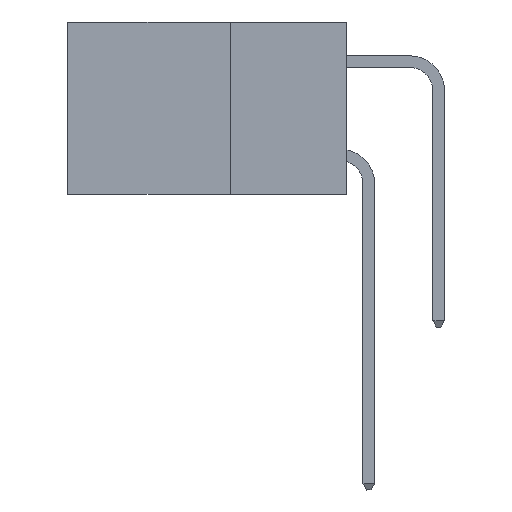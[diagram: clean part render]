
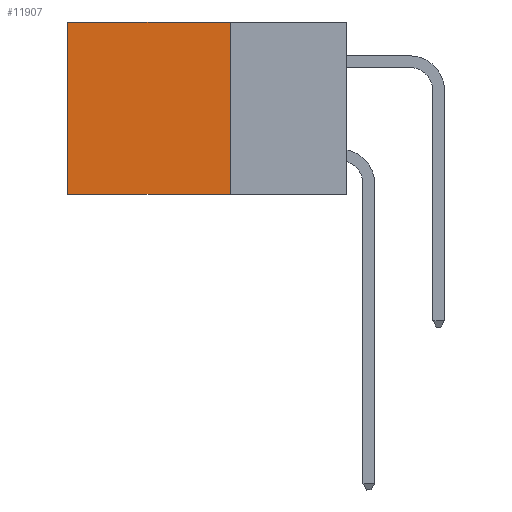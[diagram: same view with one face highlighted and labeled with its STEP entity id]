
A CAD part, left-side view. The second image highlights one B-rep face of the part: STEP entity #11907.
In plain terms, the highlighted planar face has unit normal (-1, 0, 0).
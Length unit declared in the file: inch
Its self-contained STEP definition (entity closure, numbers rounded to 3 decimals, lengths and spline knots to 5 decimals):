
#38 = CARTESIAN_POINT ( 'NONE',  ( 0.2875, 0.25, 0. ) ) ;
#119 = VECTOR ( 'NONE', #6206, 39.37008 ) ;
#1334 = DIRECTION ( 'NONE',  ( 0., 0., -1. ) ) ;
#1701 = CARTESIAN_POINT ( 'NONE',  ( 0.2875, 0.6, 0. ) ) ;
#1817 = ORIENTED_EDGE ( 'NONE', *, *, #8991, .F. ) ;
#1850 = EDGE_CURVE ( 'NONE', #7056, #14247, #14078, .T. ) ;
#1906 = CARTESIAN_POINT ( 'NONE',  ( 0.2875, 0.6, -0.37 ) ) ;
#2267 = FACE_OUTER_BOUND ( 'NONE', #13778, .T. ) ;
#2744 = PLANE ( 'NONE',  #15407 ) ;
#2756 = VECTOR ( 'NONE', #13713, 39.37008 ) ;
#3453 = VERTEX_POINT ( 'NONE', #7917 ) ;
#3782 = CARTESIAN_POINT ( 'NONE',  ( 0.2875, 0.25, 0. ) ) ;
#4940 = CARTESIAN_POINT ( 'NONE',  ( 0.2875, 0.25, 0. ) ) ;
#5657 = LINE ( 'NONE', #7133, #10798 ) ;
#6206 = DIRECTION ( 'NONE',  ( 0., 1., 0. ) ) ;
#6819 = VECTOR ( 'NONE', #15116, 39.37008 ) ;
#7056 = VERTEX_POINT ( 'NONE', #8383 ) ;
#7133 = CARTESIAN_POINT ( 'NONE',  ( 0.2875, 0.25, 0. ) ) ;
#7917 = CARTESIAN_POINT ( 'NONE',  ( 0.2875, 0.25, -0.37 ) ) ;
#8200 = DIRECTION ( 'NONE',  ( 0., 0., -1. ) ) ;
#8383 = CARTESIAN_POINT ( 'NONE',  ( 0.2875, 0.6, 0. ) ) ;
#8684 = DIRECTION ( 'NONE',  ( 1., 0., 0. ) ) ;
#8991 = EDGE_CURVE ( 'NONE', #15405, #3453, #5657, .T. ) ;
#10798 = VECTOR ( 'NONE', #8200, 39.37008 ) ;
#11907 = ADVANCED_FACE ( 'NONE', ( #2267 ), #2744, .F. ) ;
#12385 = CARTESIAN_POINT ( 'NONE',  ( 0.2875, 0.25, -0.37 ) ) ;
#12412 = LINE ( 'NONE', #12385, #119 ) ;
#12918 = ORIENTED_EDGE ( 'NONE', *, *, #14589, .T. ) ;
#13713 = DIRECTION ( 'NONE',  ( 0., 1., 0. ) ) ;
#13778 = EDGE_LOOP ( 'NONE', ( #15461, #14616, #1817, #12918 ) ) ;
#14078 = LINE ( 'NONE', #1701, #6819 ) ;
#14247 = VERTEX_POINT ( 'NONE', #1906 ) ;
#14525 = EDGE_CURVE ( 'NONE', #3453, #14247, #12412, .T. ) ;
#14589 = EDGE_CURVE ( 'NONE', #15405, #7056, #15253, .T. ) ;
#14616 = ORIENTED_EDGE ( 'NONE', *, *, #14525, .F. ) ;
#15116 = DIRECTION ( 'NONE',  ( 0., 0., -1. ) ) ;
#15253 = LINE ( 'NONE', #3782, #2756 ) ;
#15405 = VERTEX_POINT ( 'NONE', #38 ) ;
#15407 = AXIS2_PLACEMENT_3D ( 'NONE', #4940, #8684, #1334 ) ;
#15461 = ORIENTED_EDGE ( 'NONE', *, *, #1850, .T. ) ;
